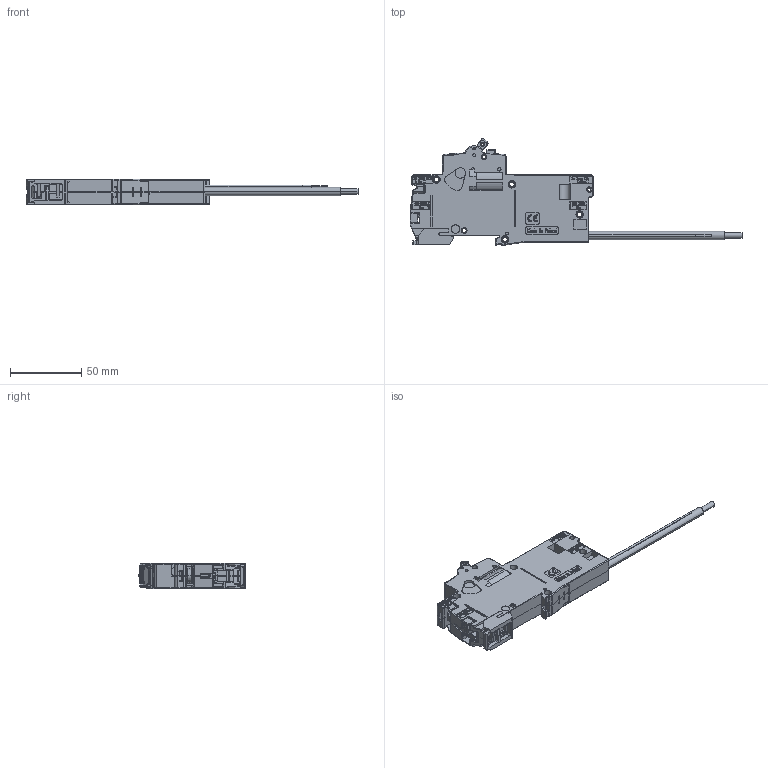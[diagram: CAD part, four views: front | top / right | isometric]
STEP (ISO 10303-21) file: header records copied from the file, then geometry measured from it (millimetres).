
FILE_DESCRIPTION((''),'2;1');
FILE_NAME('002175581_KZS-1M-FN_A_B6_0_03_ASM','2021-08-16T',('marketing.praksa'),('Audax d.o.o.'),'CREO PARAMETRIC BY PTC INC, 2017480','CREO PARAMETRIC BY PTC INC, 2017480','');
FILE_SCHEMA(('AUTOMOTIVE_DESIGN { 1 0 10303 214 1 1 1 1 }'));
Products named in the file (23): ID22179_1_1_1; ID22149_1_1_1; ID21962_1_1_1; ID99_1_1_1; ID21803_1_1_1; ID21602_1_1_1; ID21436_1_1_1; ID21346_1_1_1; ID20901_1_1_1; ID20598_1_1_1; ID16429_1_1_1; ID16030_1_1_1; ID15820_1_1_1; ID15308_1_1_1; PRT9544_1_1_1; PRT9544_1_2_1; ID14156_1_1_1; PRT9546_1_1; PRT9547_1_1_1; PRT9547_1_2_1; PRT9547_1_3_1; PRT9547_1_ASM_1_ASM; 002175581_KZS-1M-FN_A_B6_0_03_ASM
Assembly tree (22 placements, depth 3):
  002175581_KZS-1M-FN_A_B6_0_03_ASM
    ID22179_1_1_1
    ID22149_1_1_1
    ID21962_1_1_1
    ID99_1_1_1
    ID21803_1_1_1
    ID21602_1_1_1
    ID21436_1_1_1
    ID21346_1_1_1
    ID20901_1_1_1
    ID20598_1_1_1
    ID16429_1_1_1
    ID16030_1_1_1
    ID15820_1_1_1
    ID15308_1_1_1
    PRT9544_1_1_1
    PRT9544_1_2_1
    ID14156_1_1_1
    PRT9546_1_1
    PRT9547_1_ASM_1_ASM
      PRT9547_1_1_1
      PRT9547_1_2_1
      PRT9547_1_3_1
Bounding box: 232.87 x 74.44 x 17.71 mm (x, y, z)
Volume: 3237.6 mm3; surface area: 57865.5 mm2
Topology: 7 solids, 83 shells, 2753 faces, 13382 edges, 10534 vertices
Faces by surface type: plane 1675, cylinder 805, cone 103, torus 99, bspline 45, sphere 26
Entity records: 199910 total; most frequent: CARTESIAN_POINT 33165, DIRECTION 20251, ORIENTED_EDGE 20233, PRESENTATION_STYLE_ASSIGNMENT 16190, STYLED_ITEM 16190, CURVE_STYLE 13354, EDGE_CURVE 13354, VERTEX_POINT 10534
